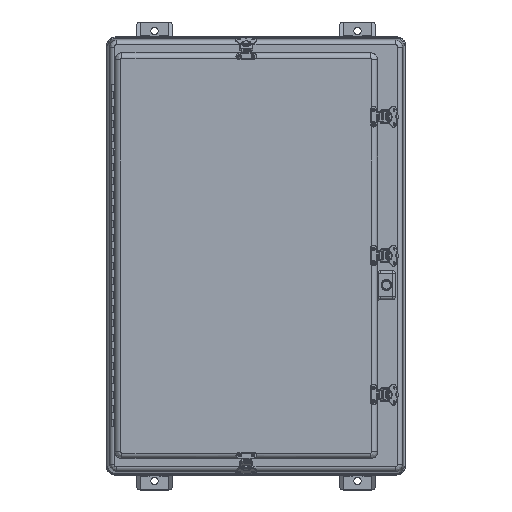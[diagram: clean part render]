
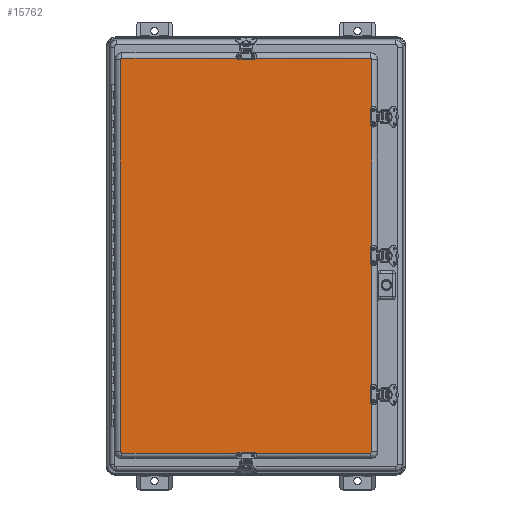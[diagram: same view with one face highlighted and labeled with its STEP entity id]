
A CAD part, top view. The second image highlights one B-rep face of the part: STEP entity #15762.
In plain terms, the highlighted planar face has unit normal (0, 0, 1).
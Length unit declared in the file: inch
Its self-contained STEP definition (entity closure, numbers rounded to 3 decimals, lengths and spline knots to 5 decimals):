
#518=PLANE($,#17067);
#1304=LINE($,#29463,#2524);
#1306=LINE($,#29468,#2526);
#1307=LINE($,#29501,#2527);
#1310=LINE($,#29508,#2530);
#2524=VECTOR($,#20057,17.4375);
#2526=VECTOR($,#20063,27.5);
#2527=VECTOR($,#20080,27.5);
#2530=VECTOR($,#20087,17.4375);
#4230=FACE_OUTER_BOUND($,#5290,.T.);
#5290=EDGE_LOOP($,(#12423,#12424,#12425,#12426,#12427,#12428,#12429,#12430));
#6364=CIRCLE($,#17044,0.10404);
#6370=CIRCLE($,#17052,0.10404);
#6374=CIRCLE($,#17056,0.10404);
#6378=CIRCLE($,#17062,0.10404);
#7453=VERTEX_POINT($,#29453);
#7454=VERTEX_POINT($,#29455);
#7456=VERTEX_POINT($,#29461);
#7457=VERTEX_POINT($,#29466);
#7459=VERTEX_POINT($,#29479);
#7460=VERTEX_POINT($,#29492);
#7463=VERTEX_POINT($,#29499);
#7464=VERTEX_POINT($,#29504);
#9258=EDGE_CURVE($,#7453,#7454,#6364,.T.);
#9262=EDGE_CURVE($,#7456,#7453,#1304,.T.);
#9265=EDGE_CURVE($,#7454,#7457,#1306,.T.);
#9267=EDGE_CURVE($,#7459,#7456,#6370,.T.);
#9271=EDGE_CURVE($,#7457,#7460,#6374,.T.);
#9273=EDGE_CURVE($,#7463,#7459,#1307,.T.);
#9277=EDGE_CURVE($,#7460,#7464,#1310,.T.);
#9279=EDGE_CURVE($,#7464,#7463,#6378,.T.);
#12423=ORIENTED_EDGE($,*,*,#9258,.F.);
#12424=ORIENTED_EDGE($,*,*,#9262,.F.);
#12425=ORIENTED_EDGE($,*,*,#9267,.F.);
#12426=ORIENTED_EDGE($,*,*,#9273,.F.);
#12427=ORIENTED_EDGE($,*,*,#9279,.F.);
#12428=ORIENTED_EDGE($,*,*,#9277,.F.);
#12429=ORIENTED_EDGE($,*,*,#9271,.F.);
#12430=ORIENTED_EDGE($,*,*,#9265,.F.);
#15762=ADVANCED_FACE($,(#4230),#518,.T.);
#17044=AXIS2_PLACEMENT_3D($,#29456,#20047,#20048);
#17052=AXIS2_PLACEMENT_3D($,#29481,#20066,#20067);
#17056=AXIS2_PLACEMENT_3D($,#29496,#20074,#20075);
#17062=AXIS2_PLACEMENT_3D($,#29519,#20090,#20091);
#17067=AXIS2_PLACEMENT_3D($,#29528,#20104,#20105);
#20047=DIRECTION('center_axis',(0.,0.,-1.));
#20048=DIRECTION('ref_axis',(0.707,0.707,0.));
#20057=DIRECTION($,(1.,0.,0.));
#20063=DIRECTION($,(0.,-1.,0.));
#20066=DIRECTION('center_axis',(0.,0.,-1.));
#20067=DIRECTION('ref_axis',(-0.707,0.707,0.));
#20074=DIRECTION('center_axis',(0.,0.,-1.));
#20075=DIRECTION('ref_axis',(0.707,-0.707,0.));
#20080=DIRECTION($,(0.,1.,0.));
#20087=DIRECTION($,(-1.,0.,0.));
#20090=DIRECTION('center_axis',(0.,0.,-1.));
#20091=DIRECTION('ref_axis',(-0.707,-0.707,0.));
#20104=DIRECTION('center_axis',(0.,0.,1.));
#20105=DIRECTION('ref_axis',(1.,0.,0.));
#29453=CARTESIAN_POINT('',(8.71875,13.85404,0.96875));
#29455=CARTESIAN_POINT('',(8.82279,13.75,0.96875));
#29456=CARTESIAN_POINT('Origin',(8.71875,13.75,0.96875));
#29461=CARTESIAN_POINT('',(-8.71875,13.85404,0.96875));
#29463=CARTESIAN_POINT($,(-8.71875,13.85404,0.96875));
#29466=CARTESIAN_POINT('',(8.82279,-13.75,0.96875));
#29468=CARTESIAN_POINT($,(8.82279,13.75,0.96875));
#29479=CARTESIAN_POINT('',(-8.82279,13.75,0.96875));
#29481=CARTESIAN_POINT('Origin',(-8.71875,13.75,0.96875));
#29492=CARTESIAN_POINT('',(8.71875,-13.85404,0.96875));
#29496=CARTESIAN_POINT('Origin',(8.71875,-13.75,0.96875));
#29499=CARTESIAN_POINT('',(-8.82279,-13.75,0.96875));
#29501=CARTESIAN_POINT($,(-8.82279,-13.75,0.96875));
#29504=CARTESIAN_POINT('',(-8.71875,-13.85404,0.96875));
#29508=CARTESIAN_POINT($,(8.71875,-13.85404,0.96875));
#29519=CARTESIAN_POINT('Origin',(-8.71875,-13.75,0.96875));
#29528=CARTESIAN_POINT('Origin',(0.,0.,0.96875));
